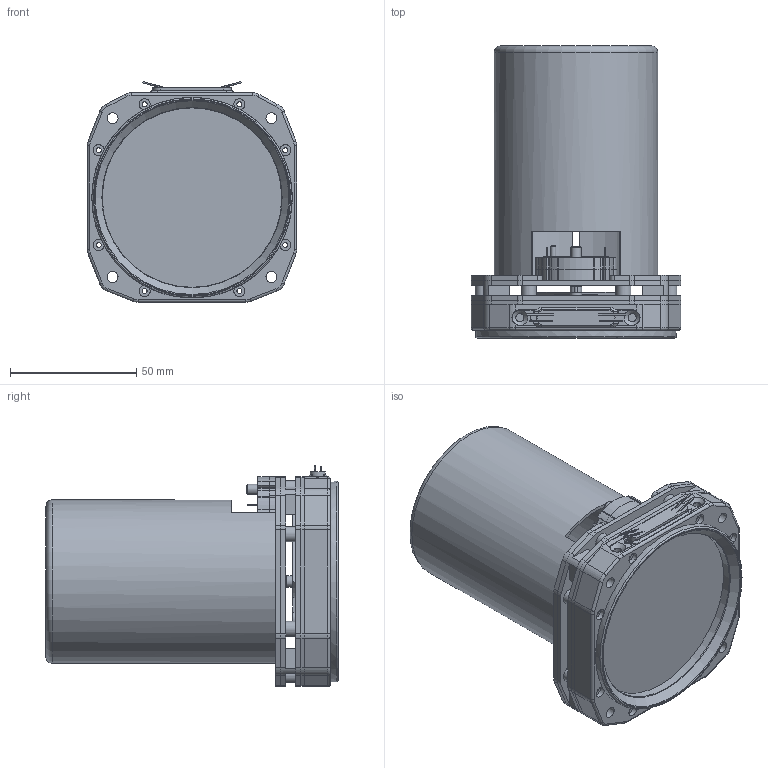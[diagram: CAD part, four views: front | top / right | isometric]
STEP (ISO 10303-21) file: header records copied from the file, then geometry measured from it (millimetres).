
FILE_DESCRIPTION(/* description */ (''),/* implementation_level */ '2;1');
FILE_NAME(/* name */ 'Turn Coordinator v20.step',/* time_stamp */ '2022-08-17T20:39:03-06:00',/* author */ (''),/* organization */ (''),/* preprocessor_version */ 'ST-DEVELOPER v19',/* originating_system */ 'Autodesk Translation Framework v11.7.0.108',/* authorisation */ '');
FILE_SCHEMA (('AUTOMOTIVE_DESIGN { 1 0 10303 214 3 1 1 }'));
Length unit declared in the file: millimetre
Products named in the file (16): Turn Coordinator; Upper Circle Piece; Faceplate; Airplane Needle; Ball; Instrument LED Bezel and Glass MS33638C; Glass; Seal (80mm or 3 1/8" O-Ring is more realistic); Bezel; TOP LEDS; LED D5 - White-Clear; LED D5 - White-Clear v1(Mirror); TOP Bezel LED Holder; Stepper Holder; X27.168 Stepper; Turn Cord Fun covering v1
Assembly tree (16 placements, depth 4):
  Turn Coordinator
    Upper Circle Piece
    Faceplate
    X27.168 Stepper  x2
    Airplane Needle
    Ball
    Instrument LED Bezel and Glass MS33638C
      Glass
      Seal (80mm or 3 1/8" O-Ring is more realistic)
      Bezel
      TOP LEDS
        LED D5 - White-Clear
        LED D5 - White-Clear v1(Mirror)
      TOP Bezel LED Holder
    Stepper Holder
    Turn Cord Fun covering v1
Bounding box: 82.93 x 115.65 x 87.37 mm (x, y, z)
Volume: 119801.1 mm3; surface area: 122696.1 mm2
Topology: 29 solids, 29 shells, 1257 faces, 3326 edges, 2185 vertices
Faces by surface type: cylinder 642, plane 534, torus 33, cone 31, bspline 13, sphere 4
Full cylindrical faces by diameter (mm): 0.01 x12, 0.5 x16, 1 x18, 1.5 x8, 1.6 x2, 1.8 x8, 1.842 x2, 1.865 x2, 2 x40, 2.209 x2, 2.4 x4, 2.5 x2, 3 x11, 3.2 x4, 3.5 x4, 3.563 x4, 4 x2, 4.318 x20, 4.4 x8, 4.5 x2, 5 x4, 6 x8, 50.75 x1, 71.051 x1, 73.3 x1, 79.375 x1
Entity records: 33860 total; most frequent: CARTESIAN_POINT 7377, DIRECTION 5667, ORIENTED_EDGE 5272, EDGE_CURVE 2636, AXIS2_PLACEMENT_3D 2133, VERTEX_POINT 1731, LINE 1401, VECTOR 1401
